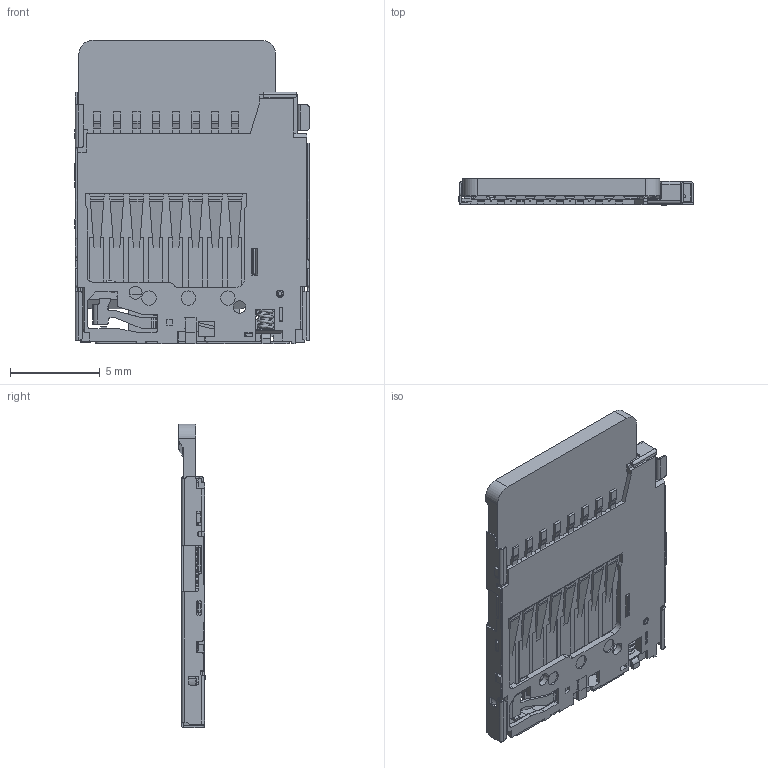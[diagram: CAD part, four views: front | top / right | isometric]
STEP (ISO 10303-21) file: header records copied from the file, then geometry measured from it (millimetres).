
FILE_DESCRIPTION (( 'STEP AP203' ), '1' );
FILE_NAME ('micro sd 1.28 conn asm.STEP', '2022-06-20T06:44:25', ( '' ), ( '' ), 'SwSTEP 2.0', 'SolidWorks 2021', '' );
FILE_SCHEMA (( 'CONFIG_CONTROL_DESIGN' ));
Length unit declared in the file: millimetre
Products named in the file (10): MicroSD All type_Type G Express; link_蕼偞; 128SD_CONTACT_F_10_1_1_蕼偞; Micro SD H1.28諉華傷赽; H16_23_spring_free_000_蕼偞; cover1; Micro sd 128_Slider_蕼偞; 128HOUSING_39_1_1_SOLID_1_蕼偞; micro sd 1.28 conn asm; tf128_molding2017.07.30_蕼偞
Assembly tree (9 placements, depth 3):
  micro sd 1.28 conn asm
    tf128_molding2017.07.30_蕼偞
      128SD_CONTACT_F_10_1_1_蕼偞
      128HOUSING_39_1_1_SOLID_1_蕼偞
    Micro sd 128_Slider_蕼偞
    link_蕼偞
    H16_23_spring_free_000_蕼偞
    cover1
    MicroSD All type_Type G Express
    Micro SD H1.28諉華傷赽
Bounding box: 13.1 x 1.46 x 16.95 mm (x, y, z)
Volume: 174.8 mm3; surface area: 1208.4 mm2
Topology: 16 solids, 18 shells, 1867 faces, 4857 edges, 3036 vertices
Faces by surface type: plane 1379, cylinder 412, bspline 57, torus 17, cone 2
Entity records: 62648 total; most frequent: CARTESIAN_POINT 15965, ORIENTED_EDGE 9710, DIRECTION 9082, EDGE_CURVE 4855, LINE 3808, VECTOR 3808, VERTEX_POINT 3034, AXIS2_PLACEMENT_3D 2637
